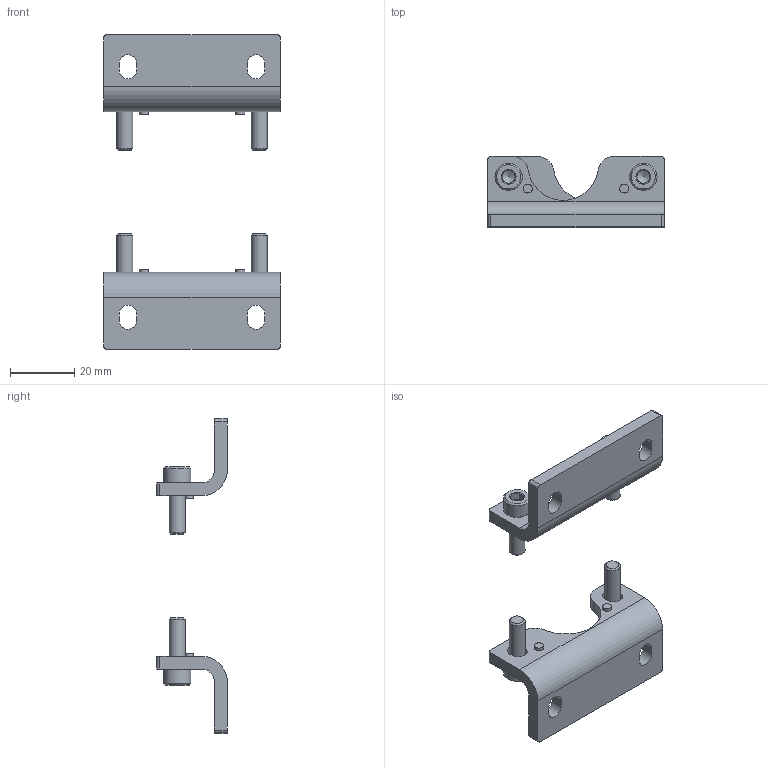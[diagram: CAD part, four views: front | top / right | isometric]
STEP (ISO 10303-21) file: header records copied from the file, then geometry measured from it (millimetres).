
FILE_DESCRIPTION(/* description */ ('STEP AP214'),/* implementation_level */ '2;1');
FILE_NAME(/* name */ '533668_HPC-25',/* time_stamp */ '2024-08-23T11:36:18+02:00',/* author */ ('License CC BY-ND 4.0'),/* organization */ ('CADENAS'),/* preprocessor_version */ 'ST-DEVELOPER v19.3',/* originating_system */ 'PARTsolutions',/* authorisation */ ' ');
FILE_SCHEMA (('AUTOMOTIVE_DESIGN {1 0 10303 214 3 1 1}'));
Length unit declared in the file: millimetre
Products named in the file (4): 533668 HPC-25---(50asm); 533668 HPC-25---(L); 533668 HPC-25---(R); DIN-912 - M5x16(F)
Assembly tree (6 placements, depth 2):
  533668 HPC-25---(50asm)
    533668 HPC-25---(L)
    533668 HPC-25---(R)
    DIN-912 - M5x16(F)  x4
Bounding box: 55 x 22 x 98 mm (x, y, z)
Volume: 16457.2 mm3; surface area: 11521.4 mm2
Topology: 6 solids, 6 shells, 196 faces, 428 edges, 256 vertices
Faces by surface type: plane 102, cylinder 50, cone 44
Full cylindrical faces by diameter (mm): 2.8 x8, 5 x4, 8.5 x4
Entity records: 3342 total; most frequent: DIRECTION 588, CARTESIAN_POINT 566, ORIENTED_EDGE 504, EDGE_CURVE 252, AXIS2_PLACEMENT_3D 223, VERTEX_POINT 171, FACE_BOUND 153, EDGE_LOOP 152
